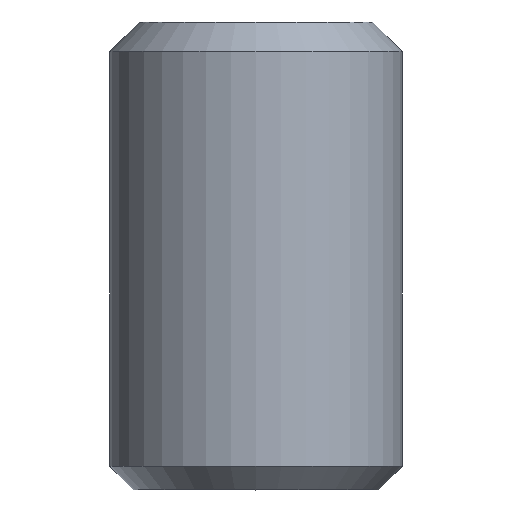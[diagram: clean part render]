
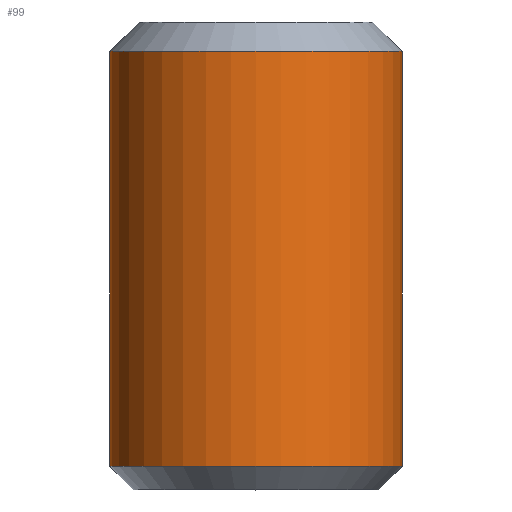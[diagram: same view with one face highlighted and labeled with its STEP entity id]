
A CAD part, top view. The second image highlights one B-rep face of the part: STEP entity #99.
In plain terms, the highlighted cylindrical face has radius 2.5 mm (diameter 5 mm), a full revolution.
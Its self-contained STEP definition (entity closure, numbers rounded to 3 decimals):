
#4 = DIRECTION ( 'NONE',  ( 0., -1., 0. ) ) ;
#13 = ORIENTED_EDGE ( 'NONE', *, *, #294, .T. ) ;
#17 = DIRECTION ( 'NONE',  ( 0., 1., 0. ) ) ;
#28 = DIRECTION ( 'NONE',  ( 0., 0., 1. ) ) ;
#31 = AXIS2_PLACEMENT_3D ( 'NONE', #419, #17, #28 ) ;
#99 = ADVANCED_FACE ( 'NONE', ( #446, #139 ), #306, .T. ) ;
#122 = VERTEX_POINT ( 'NONE', #297 ) ;
#139 = FACE_OUTER_BOUND ( 'NONE', #452, .T. ) ;
#140 = AXIS2_PLACEMENT_3D ( 'NONE', #309, #4, #348 ) ;
#158 = ORIENTED_EDGE ( 'NONE', *, *, #473, .T. ) ;
#191 = CARTESIAN_POINT ( 'NONE',  ( 0., 7.5, 0. ) ) ;
#265 = DIRECTION ( 'NONE',  ( 0., -1., 0. ) ) ;
#291 = CIRCLE ( 'NONE', #338, 2.5 ) ;
#294 = EDGE_CURVE ( 'NONE', #122, #122, #526, .T. ) ;
#297 = CARTESIAN_POINT ( 'NONE',  ( 0., 0.4, 2.5 ) ) ;
#306 = CYLINDRICAL_SURFACE ( 'NONE', #140, 2.5 ) ;
#309 = CARTESIAN_POINT ( 'NONE',  ( 0., 8., 0. ) ) ;
#338 = AXIS2_PLACEMENT_3D ( 'NONE', #191, #265, #441 ) ;
#344 = EDGE_LOOP ( 'NONE', ( #13 ) ) ;
#348 = DIRECTION ( 'NONE',  ( 0., 0., -1. ) ) ;
#379 = VERTEX_POINT ( 'NONE', #514 ) ;
#419 = CARTESIAN_POINT ( 'NONE',  ( 0., 0.4, 0. ) ) ;
#441 = DIRECTION ( 'NONE',  ( 0., 0., 1. ) ) ;
#446 = FACE_OUTER_BOUND ( 'NONE', #344, .T. ) ;
#452 = EDGE_LOOP ( 'NONE', ( #158 ) ) ;
#473 = EDGE_CURVE ( 'NONE', #379, #379, #291, .T. ) ;
#514 = CARTESIAN_POINT ( 'NONE',  ( 0., 7.5, 2.5 ) ) ;
#526 = CIRCLE ( 'NONE', #31, 2.5 ) ;
